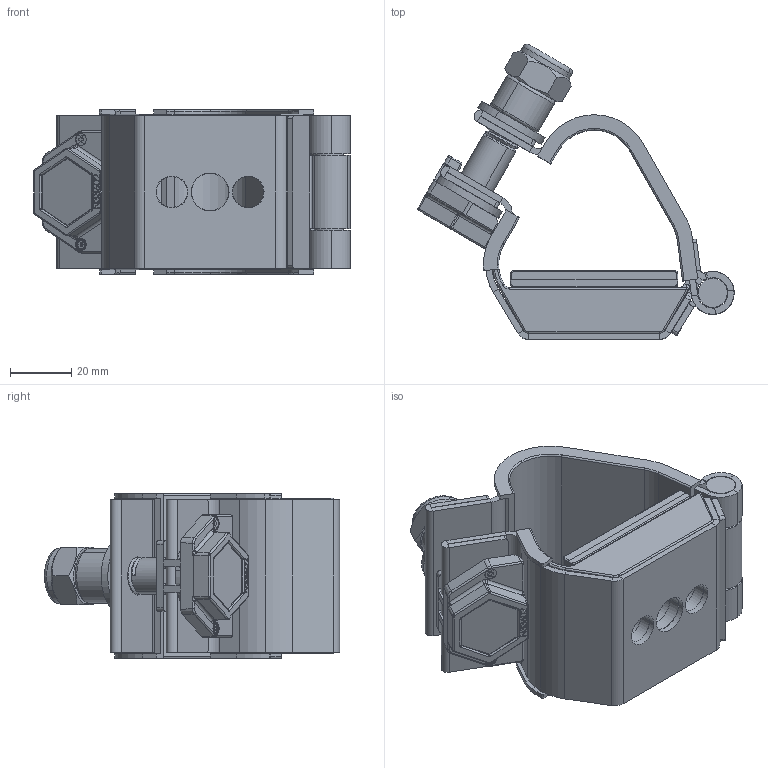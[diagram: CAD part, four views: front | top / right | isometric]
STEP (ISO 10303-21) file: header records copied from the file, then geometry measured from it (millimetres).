
FILE_DESCRIPTION (( 'STEP AP214' ), '1' );
FILE_NAME ('HDSS023028.STEP', '2019-02-25T10:27:02', ( '' ), ( '' ), 'SwSTEP 2.0', 'SolidWorks 2017', '' );
FILE_SCHEMA (( 'AUTOMOTIVE_DESIGN' ));
Length unit declared in the file: millimetre
Products named in the file (1): HDSS023028
Bounding box: 103.69 x 96.73 x 54 mm (x, y, z)
Volume: 102718.2 mm3; surface area: 84019.3 mm2
Topology: 12 solids, 12 shells, 1886 faces, 4790 edges, 2950 vertices
Faces by surface type: plane 736, cylinder 542, bspline 465, torus 68, cone 41, sphere 34
Entity records: 97917 total; most frequent: CARTESIAN_POINT 35378, ORIENTED_EDGE 9456, DIRECTION 7502, EDGE_CURVE 4728, VERTEX_POINT 2950, LINE 2540, VECTOR 2540, AXIS2_PLACEMENT_3D 2481
